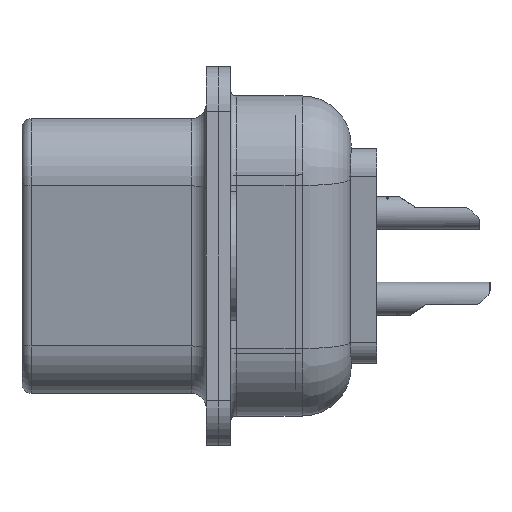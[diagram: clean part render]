
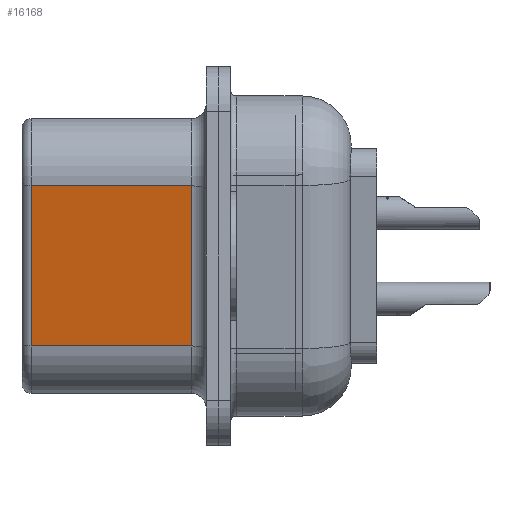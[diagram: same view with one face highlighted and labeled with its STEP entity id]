
A CAD part, left-side view. The second image highlights one B-rep face of the part: STEP entity #16168.
In plain terms, the highlighted planar face has unit normal (-0.985, 0, -0.174).
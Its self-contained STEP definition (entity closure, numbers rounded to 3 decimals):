
#631=PLANE('',#17636);
#2184=LINE('',#26407,#3615);
#2248=LINE('',#26544,#3679);
#2249=LINE('',#26550,#3680);
#2250=LINE('',#26551,#3681);
#3615=VECTOR('',#21381,1000.);
#3679=VECTOR('',#21465,1000.);
#3680=VECTOR('',#21472,1000.);
#3681=VECTOR('',#21473,1000.);
#7024=ORIENTED_EDGE('',*,*,#9873,.F.);
#7025=ORIENTED_EDGE('',*,*,#9945,.T.);
#7026=ORIENTED_EDGE('',*,*,#9942,.T.);
#7027=ORIENTED_EDGE('',*,*,#9946,.T.);
#9873=EDGE_CURVE('',#11583,#11584,#2184,.T.);
#9942=EDGE_CURVE('',#11647,#11648,#2248,.F.);
#9945=EDGE_CURVE('',#11583,#11647,#2249,.F.);
#9946=EDGE_CURVE('',#11648,#11584,#2250,.F.);
#11583=VERTEX_POINT('',#26406);
#11584=VERTEX_POINT('',#26408);
#11647=VERTEX_POINT('',#26545);
#11648=VERTEX_POINT('',#26546);
#13022=EDGE_LOOP('',(#7024,#7025,#7026,#7027));
#14187=FACE_BOUND('',#13022,.T.);
#16168=ADVANCED_FACE('',(#14187),#631,.F.);
#17636=AXIS2_PLACEMENT_3D('',#26549,#21470,#21471);
#21381=DIRECTION('',(0.,-1.,0.));
#21465=DIRECTION('',(0.,1.,0.));
#21470=DIRECTION('',(0.985,0.,0.174));
#21471=DIRECTION('',(0.174,0.,-0.985));
#21472=DIRECTION('',(-0.174,0.,0.985));
#21473=DIRECTION('',(0.174,0.,-0.985));
#26406=CARTESIAN_POINT('',(-28.086,5.8,2.32));
#26407=CARTESIAN_POINT('',(-28.086,6.1,2.32));
#26408=CARTESIAN_POINT('',(-28.086,0.5,2.32));
#26544=CARTESIAN_POINT('',(-27.152,6.1,-2.98));
#26545=CARTESIAN_POINT('',(-27.152,5.8,-2.98));
#26546=CARTESIAN_POINT('',(-27.152,0.5,-2.98));
#26549=CARTESIAN_POINT('',(-27.152,6.1,-2.98));
#26550=CARTESIAN_POINT('',(-27.152,5.8,-2.98));
#26551=CARTESIAN_POINT('',(-27.152,0.5,-2.98));
